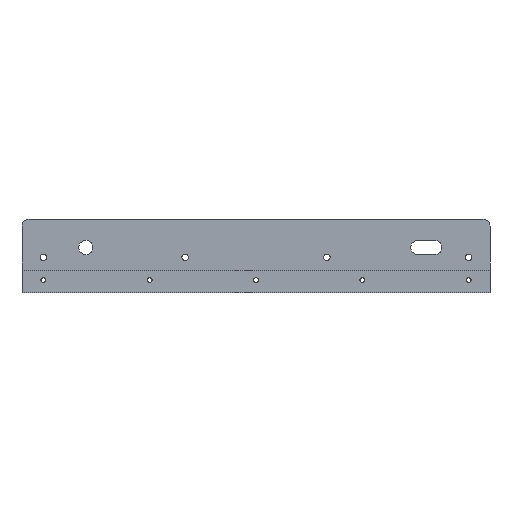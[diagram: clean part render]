
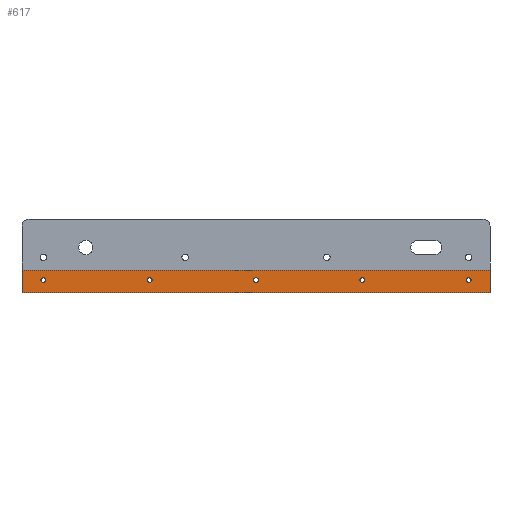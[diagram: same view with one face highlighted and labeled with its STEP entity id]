
A CAD part, top view. The second image highlights one B-rep face of the part: STEP entity #617.
In plain terms, the highlighted planar face has unit normal (0, 0, 1).
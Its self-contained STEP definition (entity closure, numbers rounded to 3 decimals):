
#2 = CARTESIAN_POINT ( 'NONE',  ( -75., -15.5, 2. ) ) ;
#6 = DIRECTION ( 'NONE',  ( -1., 0., 0. ) ) ;
#37 = EDGE_LOOP ( 'NONE', ( #1003, #724 ) ) ;
#42 = DIRECTION ( 'NONE',  ( -1., 0., 0. ) ) ;
#54 = DIRECTION ( 'NONE',  ( -1., 0., 0. ) ) ;
#58 = VECTOR ( 'NONE', #862, 1000. ) ;
#72 = ORIENTED_EDGE ( 'NONE', *, *, #696, .F. ) ;
#80 = AXIS2_PLACEMENT_3D ( 'NONE', #828, #264, #352 ) ;
#99 = DIRECTION ( 'NONE',  ( 0., 0., 1. ) ) ;
#102 = EDGE_CURVE ( 'NONE', #844, #736, #1111, .T. ) ;
#123 = CARTESIAN_POINT ( 'NONE',  ( -1.7, -15.5, 2. ) ) ;
#134 = EDGE_CURVE ( 'NONE', #1176, #1137, #592, .T. ) ;
#135 = AXIS2_PLACEMENT_3D ( 'NONE', #138, #608, #42 ) ;
#138 = CARTESIAN_POINT ( 'NONE',  ( 150., -15.5, 2. ) ) ;
#151 = ORIENTED_EDGE ( 'NONE', *, *, #1157, .T. ) ;
#154 = AXIS2_PLACEMENT_3D ( 'NONE', #285, #960, #376 ) ;
#161 = DIRECTION ( 'NONE',  ( -1., 0., 0. ) ) ;
#172 = EDGE_CURVE ( 'NONE', #639, #1196, #378, .T. ) ;
#203 = ORIENTED_EDGE ( 'NONE', *, *, #102, .F. ) ;
#210 = FACE_BOUND ( 'NONE', #680, .T. ) ;
#218 = DIRECTION ( 'NONE',  ( -1., 0., 0. ) ) ;
#226 = ORIENTED_EDGE ( 'NONE', *, *, #988, .F. ) ;
#230 = FACE_OUTER_BOUND ( 'NONE', #529, .T. ) ;
#242 = CIRCLE ( 'NONE', #327, 1.7 ) ;
#250 = VERTEX_POINT ( 'NONE', #561 ) ;
#251 = LINE ( 'NONE', #1069, #886 ) ;
#261 = EDGE_CURVE ( 'NONE', #1082, #318, #753, .T. ) ;
#264 = DIRECTION ( 'NONE',  ( 0., 0., 1. ) ) ;
#265 = VERTEX_POINT ( 'NONE', #1152 ) ;
#269 = ORIENTED_EDGE ( 'NONE', *, *, #134, .F. ) ;
#282 = AXIS2_PLACEMENT_3D ( 'NONE', #1126, #545, #1027 ) ;
#283 = CARTESIAN_POINT ( 'NONE',  ( 165., -27.5, 2. ) ) ;
#285 = CARTESIAN_POINT ( 'NONE',  ( -150., -15.5, 2. ) ) ;
#290 = EDGE_CURVE ( 'NONE', #265, #1196, #875, .T. ) ;
#297 = CIRCLE ( 'NONE', #135, 1.7 ) ;
#307 = CARTESIAN_POINT ( 'NONE',  ( 1.7, -15.5, 2. ) ) ;
#311 = CIRCLE ( 'NONE', #470, 1.7 ) ;
#318 = VERTEX_POINT ( 'NONE', #475 ) ;
#327 = AXIS2_PLACEMENT_3D ( 'NONE', #711, #1205, #616 ) ;
#336 = VECTOR ( 'NONE', #1203, 1000. ) ;
#345 = VERTEX_POINT ( 'NONE', #1163 ) ;
#352 = DIRECTION ( 'NONE',  ( -1., 0., 0. ) ) ;
#376 = DIRECTION ( 'NONE',  ( -1., 0., 0. ) ) ;
#378 = LINE ( 'NONE', #837, #883 ) ;
#381 = AXIS2_PLACEMENT_3D ( 'NONE', #1012, #427, #914 ) ;
#415 = CARTESIAN_POINT ( 'NONE',  ( -148.3, -15.5, 2. ) ) ;
#427 = DIRECTION ( 'NONE',  ( 0., 0., 1. ) ) ;
#436 = ORIENTED_EDGE ( 'NONE', *, *, #290, .F. ) ;
#441 = CARTESIAN_POINT ( 'NONE',  ( 0., -15.5, 2. ) ) ;
#445 = EDGE_CURVE ( 'NONE', #639, #250, #836, .T. ) ;
#446 = FACE_BOUND ( 'NONE', #1148, .T. ) ;
#457 = CARTESIAN_POINT ( 'NONE',  ( 73.3, -15.5, 2. ) ) ;
#467 = ORIENTED_EDGE ( 'NONE', *, *, #719, .F. ) ;
#470 = AXIS2_PLACEMENT_3D ( 'NONE', #441, #99, #1034 ) ;
#475 = CARTESIAN_POINT ( 'NONE',  ( -76.7, -15.5, 2. ) ) ;
#485 = ORIENTED_EDGE ( 'NONE', *, *, #959, .F. ) ;
#493 = CARTESIAN_POINT ( 'NONE',  ( 165., -24.5, 2. ) ) ;
#518 = EDGE_LOOP ( 'NONE', ( #269, #904 ) ) ;
#529 = EDGE_LOOP ( 'NONE', ( #1130, #974, #436, #151 ) ) ;
#532 = EDGE_CURVE ( 'NONE', #1161, #345, #709, .T. ) ;
#533 = CIRCLE ( 'NONE', #282, 1.7 ) ;
#545 = DIRECTION ( 'NONE',  ( 0., 0., 1. ) ) ;
#561 = CARTESIAN_POINT ( 'NONE',  ( -165., -8.5, 2. ) ) ;
#571 = DIRECTION ( 'NONE',  ( 0., 0., 1. ) ) ;
#573 = ORIENTED_EDGE ( 'NONE', *, *, #532, .F. ) ;
#587 = CARTESIAN_POINT ( 'NONE',  ( 0., 0., 2. ) ) ;
#592 = CIRCLE ( 'NONE', #80, 1.7 ) ;
#608 = DIRECTION ( 'NONE',  ( 0., 0., 1. ) ) ;
#616 = DIRECTION ( 'NONE',  ( -1., 0., 0. ) ) ;
#617 = ADVANCED_FACE ( 'NONE', ( #210, #944, #1009, #718, #446, #230 ), #779, .F. ) ;
#619 = AXIS2_PLACEMENT_3D ( 'NONE', #729, #571, #6 ) ;
#639 = VERTEX_POINT ( 'NONE', #950 ) ;
#659 = DIRECTION ( 'NONE',  ( 0., 0., -1. ) ) ;
#668 = DIRECTION ( 'NONE',  ( 0., 0., 1. ) ) ;
#675 = EDGE_LOOP ( 'NONE', ( #72, #467 ) ) ;
#680 = EDGE_LOOP ( 'NONE', ( #226, #203 ) ) ;
#696 = EDGE_CURVE ( 'NONE', #962, #1234, #926, .T. ) ;
#709 = CIRCLE ( 'NONE', #619, 1.7 ) ;
#711 = CARTESIAN_POINT ( 'NONE',  ( -75., -15.5, 2. ) ) ;
#718 = FACE_BOUND ( 'NONE', #518, .T. ) ;
#719 = EDGE_CURVE ( 'NONE', #1234, #962, #533, .T. ) ;
#722 = DIRECTION ( 'NONE',  ( 0., 0., 1. ) ) ;
#724 = ORIENTED_EDGE ( 'NONE', *, *, #982, .F. ) ;
#728 = AXIS2_PLACEMENT_3D ( 'NONE', #1219, #722, #161 ) ;
#729 = CARTESIAN_POINT ( 'NONE',  ( 150., -15.5, 2. ) ) ;
#736 = VERTEX_POINT ( 'NONE', #826 ) ;
#739 = EDGE_CURVE ( 'NONE', #1137, #1176, #311, .T. ) ;
#745 = CIRCLE ( 'NONE', #381, 1.7 ) ;
#753 = CIRCLE ( 'NONE', #777, 1.7 ) ;
#777 = AXIS2_PLACEMENT_3D ( 'NONE', #2, #668, #1043 ) ;
#779 = PLANE ( 'NONE',  #1074 ) ;
#826 = CARTESIAN_POINT ( 'NONE',  ( 76.7, -15.5, 2. ) ) ;
#828 = CARTESIAN_POINT ( 'NONE',  ( 0., -15.5, 2. ) ) ;
#836 = LINE ( 'NONE', #1097, #336 ) ;
#837 = CARTESIAN_POINT ( 'NONE',  ( 0., -24.5, 2. ) ) ;
#844 = VERTEX_POINT ( 'NONE', #457 ) ;
#862 = DIRECTION ( 'NONE',  ( 0., -1., 0. ) ) ;
#875 = LINE ( 'NONE', #283, #58 ) ;
#883 = VECTOR ( 'NONE', #934, 1000. ) ;
#886 = VECTOR ( 'NONE', #218, 1000. ) ;
#904 = ORIENTED_EDGE ( 'NONE', *, *, #739, .F. ) ;
#914 = DIRECTION ( 'NONE',  ( -1., 0., 0. ) ) ;
#926 = CIRCLE ( 'NONE', #154, 1.7 ) ;
#934 = DIRECTION ( 'NONE',  ( 1., 0., 0. ) ) ;
#944 = FACE_BOUND ( 'NONE', #37, .T. ) ;
#950 = CARTESIAN_POINT ( 'NONE',  ( -165., -24.5, 2. ) ) ;
#959 = EDGE_CURVE ( 'NONE', #345, #1161, #297, .T. ) ;
#960 = DIRECTION ( 'NONE',  ( 0., 0., 1. ) ) ;
#962 = VERTEX_POINT ( 'NONE', #415 ) ;
#974 = ORIENTED_EDGE ( 'NONE', *, *, #172, .T. ) ;
#981 = CARTESIAN_POINT ( 'NONE',  ( 151.7, -15.5, 2. ) ) ;
#982 = EDGE_CURVE ( 'NONE', #318, #1082, #242, .T. ) ;
#988 = EDGE_CURVE ( 'NONE', #736, #844, #745, .T. ) ;
#990 = CARTESIAN_POINT ( 'NONE',  ( -73.3, -15.5, 2. ) ) ;
#1003 = ORIENTED_EDGE ( 'NONE', *, *, #261, .F. ) ;
#1009 = FACE_BOUND ( 'NONE', #675, .T. ) ;
#1012 = CARTESIAN_POINT ( 'NONE',  ( 75., -15.5, 2. ) ) ;
#1027 = DIRECTION ( 'NONE',  ( -1., 0., 0. ) ) ;
#1034 = DIRECTION ( 'NONE',  ( -1., 0., 0. ) ) ;
#1043 = DIRECTION ( 'NONE',  ( -1., 0., 0. ) ) ;
#1069 = CARTESIAN_POINT ( 'NONE',  ( -168.062, -8.5, 2. ) ) ;
#1074 = AXIS2_PLACEMENT_3D ( 'NONE', #587, #659, #54 ) ;
#1082 = VERTEX_POINT ( 'NONE', #990 ) ;
#1097 = CARTESIAN_POINT ( 'NONE',  ( -165., -27.5, 2. ) ) ;
#1111 = CIRCLE ( 'NONE', #728, 1.7 ) ;
#1126 = CARTESIAN_POINT ( 'NONE',  ( -150., -15.5, 2. ) ) ;
#1130 = ORIENTED_EDGE ( 'NONE', *, *, #445, .F. ) ;
#1137 = VERTEX_POINT ( 'NONE', #123 ) ;
#1148 = EDGE_LOOP ( 'NONE', ( #573, #485 ) ) ;
#1152 = CARTESIAN_POINT ( 'NONE',  ( 165., -8.5, 2. ) ) ;
#1157 = EDGE_CURVE ( 'NONE', #265, #250, #251, .T. ) ;
#1161 = VERTEX_POINT ( 'NONE', #981 ) ;
#1163 = CARTESIAN_POINT ( 'NONE',  ( 148.3, -15.5, 2. ) ) ;
#1176 = VERTEX_POINT ( 'NONE', #307 ) ;
#1196 = VERTEX_POINT ( 'NONE', #493 ) ;
#1203 = DIRECTION ( 'NONE',  ( 0., 1., 0. ) ) ;
#1205 = DIRECTION ( 'NONE',  ( 0., 0., 1. ) ) ;
#1218 = CARTESIAN_POINT ( 'NONE',  ( -151.7, -15.5, 2. ) ) ;
#1219 = CARTESIAN_POINT ( 'NONE',  ( 75., -15.5, 2. ) ) ;
#1234 = VERTEX_POINT ( 'NONE', #1218 ) ;
